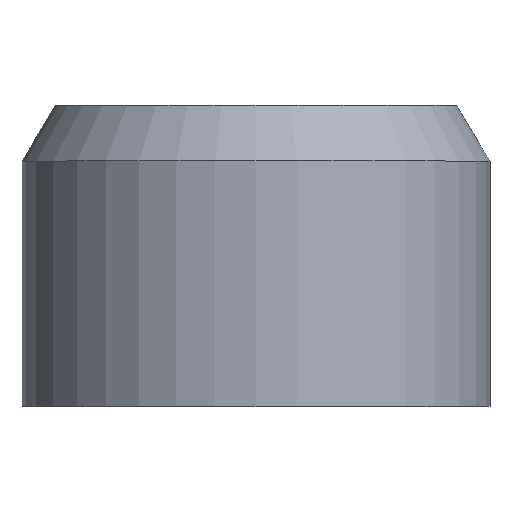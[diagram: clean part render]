
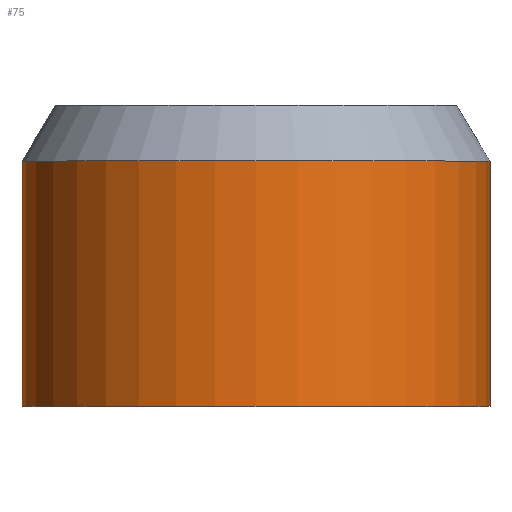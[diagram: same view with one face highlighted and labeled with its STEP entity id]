
A CAD part, top view. The second image highlights one B-rep face of the part: STEP entity #75.
In plain terms, the highlighted cylindrical face has radius 4.2 mm (diameter 8.4 mm), a full revolution.
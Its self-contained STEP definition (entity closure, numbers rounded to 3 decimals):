
#19=CYLINDRICAL_SURFACE('',#96,4.2);
#22=FACE_OUTER_BOUND('',#27,.T.);
#27=EDGE_LOOP('',(#61,#62,#63,#64));
#34=LINE('',#137,#37);
#37=VECTOR('',#114,4.2);
#40=CIRCLE('',#95,4.2);
#41=CIRCLE('',#97,4.2);
#45=VERTEX_POINT('',#132);
#46=VERTEX_POINT('',#136);
#51=EDGE_CURVE('',#45,#45,#40,.T.);
#52=EDGE_CURVE('',#45,#46,#34,.T.);
#53=EDGE_CURVE('',#46,#46,#41,.T.);
#61=ORIENTED_EDGE('',*,*,#51,.F.);
#62=ORIENTED_EDGE('',*,*,#52,.T.);
#63=ORIENTED_EDGE('',*,*,#53,.F.);
#64=ORIENTED_EDGE('',*,*,#52,.F.);
#75=ADVANCED_FACE('',(#22),#19,.T.);
#95=AXIS2_PLACEMENT_3D('',#134,#110,#111);
#96=AXIS2_PLACEMENT_3D('',#135,#112,#113);
#97=AXIS2_PLACEMENT_3D('',#138,#115,#116);
#110=DIRECTION('center_axis',(0.,1.,0.));
#111=DIRECTION('ref_axis',(-1.,0.,0.));
#112=DIRECTION('center_axis',(0.,1.,0.));
#113=DIRECTION('ref_axis',(-1.,0.,0.));
#114=DIRECTION('',(0.,-1.,0.));
#115=DIRECTION('center_axis',(0.,-1.,0.));
#116=DIRECTION('ref_axis',(-1.,0.,0.));
#132=CARTESIAN_POINT('',(280.775,101.701,16.4));
#134=CARTESIAN_POINT('Origin',(276.575,101.701,16.4));
#135=CARTESIAN_POINT('Origin',(276.575,97.3,16.4));
#136=CARTESIAN_POINT('',(280.775,97.3,16.4));
#137=CARTESIAN_POINT('',(280.775,97.3,16.4));
#138=CARTESIAN_POINT('Origin',(276.575,97.3,16.4));
